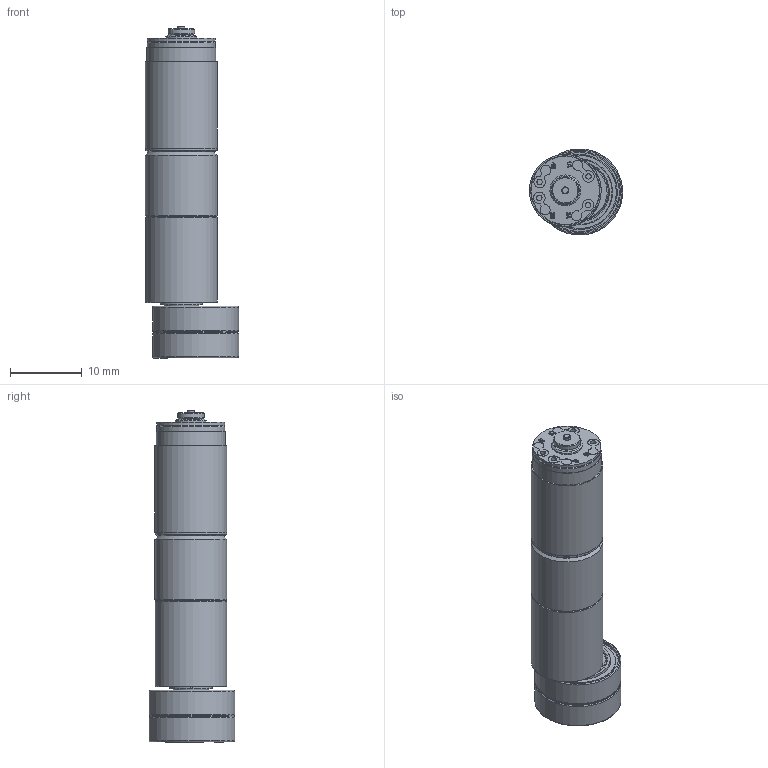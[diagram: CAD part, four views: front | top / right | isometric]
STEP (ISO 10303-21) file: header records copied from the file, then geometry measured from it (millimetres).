
FILE_DESCRIPTION(/* description */ (''),/* implementation_level */ '2;1');
FILE_NAME(/* name */ 'model_product_id35.stp',/* time_stamp */ '2016-08-05T16:44:58+02:00',/* author */ ('SD'),/* organization */ ('Micromotion GmbH Germany'),/* preprocessor_version */ 'ST-DEVELOPER v16.1',/* originating_system */ 'Autodesk Inventor 2016',/* authorisation */ '');
FILE_SCHEMA (('AUTOMOTIVE_DESIGN { 1 0 10303 214 3 1 1 }'));
Length unit declared in the file: millimetre
Products named in the file (1): MEA-10-1000-4-ST-SPM0016_Shrinkwrap_1
Bounding box: 12.98 x 11.97 x 46.25 mm (x, y, z)
Volume: 3481.5 mm3; surface area: 3350.9 mm2
Topology: 27 solids, 27 shells, 470 faces, 1243 edges, 813 vertices
Faces by surface type: plane 186, cylinder 108, torus 64, sphere 54, bspline 33, cone 25
Full cylindrical faces by diameter (mm): 0.75 x4, 1 x2, 3 x1, 3.7 x1, 4.3 x1, 4.6 x1, 5 x3, 5.3 x1, 5.978 x2, 6.3 x1, 6.85 x1, 7.022 x2, 7.85 x1, 8 x6, 8.4 x1, 8.8 x1, 9 x1, 9.05 x4, 9.1 x1, 9.2 x4, 9.35 x4, 9.392 x2, 9.5 x3, 9.65 x1, 9.95 x1, 10 x3, 10.19 x4, 10.49 x4, 10.988 x2, 11.03 x4
Entity records: 23468 total; most frequent: CARTESIAN_POINT 12628, DIRECTION 2137, ORIENTED_EDGE 1960, EDGE_CURVE 934, AXIS2_PLACEMENT_3D 926, EDGE_LOOP 713, VERTEX_POINT 669, CIRCLE 486
